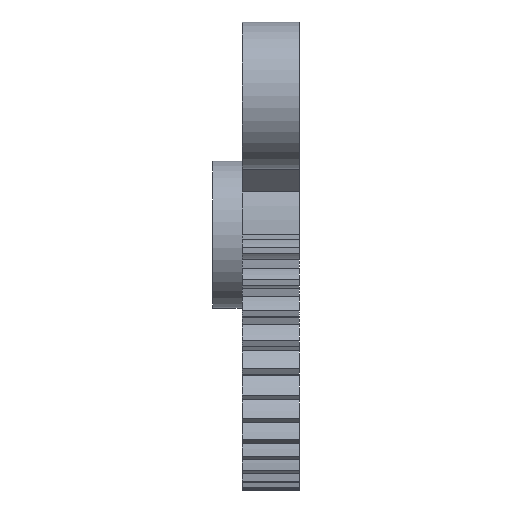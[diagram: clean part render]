
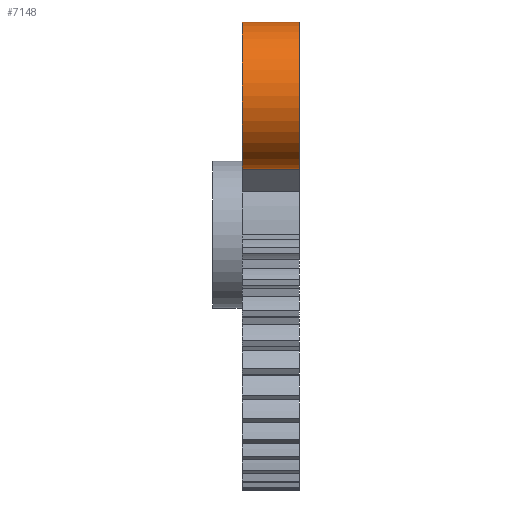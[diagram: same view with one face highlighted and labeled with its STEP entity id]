
A CAD part, front view. The second image highlights one B-rep face of the part: STEP entity #7148.
In plain terms, the highlighted cylindrical face has radius 4.5 mm (diameter 9 mm), a partial arc.
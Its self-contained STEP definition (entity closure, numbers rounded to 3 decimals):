
#373 = VECTOR ( 'NONE', #3930, 1000. ) ;
#504 = AXIS2_PLACEMENT_3D ( 'NONE', #6631, #6621, #6611 ) ;
#763 = AXIS2_PLACEMENT_3D ( 'NONE', #4280, #4069, #2342 ) ;
#864 = VECTOR ( 'NONE', #9512, 1000. ) ;
#1027 = CARTESIAN_POINT ( 'NONE',  ( 12.713, -11.447, -4.489 ) ) ;
#1227 = VERTEX_POINT ( 'NONE', #2828 ) ;
#1504 = VERTEX_POINT ( 'NONE', #5030 ) ;
#2031 = VERTEX_POINT ( 'NONE', #1027 ) ;
#2070 = FACE_OUTER_BOUND ( 'NONE', #6437, .T. ) ;
#2342 = DIRECTION ( 'NONE',  ( 0., 0., -1. ) ) ;
#2345 = CIRCLE ( 'NONE', #763, 4.5 ) ;
#2715 = CARTESIAN_POINT ( 'NONE',  ( -19.612, -11.447, 0.011 ) ) ;
#2828 = CARTESIAN_POINT ( 'NONE',  ( 9.213, -11.447, 4.511 ) ) ;
#2906 = EDGE_CURVE ( 'NONE', #6054, #2031, #2345, .T. ) ;
#3009 = EDGE_CURVE ( 'NONE', #1227, #6054, #6630, .T. ) ;
#3084 = CYLINDRICAL_SURFACE ( 'NONE', #6570, 4.5 ) ;
#3143 = EDGE_CURVE ( 'NONE', #1504, #1227, #5216, .T. ) ;
#3491 = DIRECTION ( 'NONE',  ( 0., 0., -1. ) ) ;
#3922 = EDGE_CURVE ( 'NONE', #1504, #2031, #6363, .T. ) ;
#3930 = DIRECTION ( 'NONE',  ( 1., 0., 0. ) ) ;
#4069 = DIRECTION ( 'NONE',  ( 1., 0., 0. ) ) ;
#4106 = CARTESIAN_POINT ( 'NONE',  ( 12.713, -11.447, 4.511 ) ) ;
#4280 = CARTESIAN_POINT ( 'NONE',  ( 12.713, -11.447, 0.011 ) ) ;
#4919 = ORIENTED_EDGE ( 'NONE', *, *, #2906, .F. ) ;
#4941 = DIRECTION ( 'NONE',  ( 1., 0., 0. ) ) ;
#5030 = CARTESIAN_POINT ( 'NONE',  ( 9.213, -11.447, -4.489 ) ) ;
#5177 = ORIENTED_EDGE ( 'NONE', *, *, #3143, .F. ) ;
#5216 = CIRCLE ( 'NONE', #504, 4.5 ) ;
#6054 = VERTEX_POINT ( 'NONE', #4106 ) ;
#6275 = CARTESIAN_POINT ( 'NONE',  ( -19.612, -11.447, -4.489 ) ) ;
#6363 = LINE ( 'NONE', #6275, #373 ) ;
#6437 = EDGE_LOOP ( 'NONE', ( #7060, #5177, #7516, #4919 ) ) ;
#6570 = AXIS2_PLACEMENT_3D ( 'NONE', #2715, #4941, #3491 ) ;
#6611 = DIRECTION ( 'NONE',  ( 0., 0., -1. ) ) ;
#6621 = DIRECTION ( 'NONE',  ( -1., 0., 0. ) ) ;
#6630 = LINE ( 'NONE', #9523, #864 ) ;
#6631 = CARTESIAN_POINT ( 'NONE',  ( 9.213, -11.447, 0.011 ) ) ;
#7060 = ORIENTED_EDGE ( 'NONE', *, *, #3009, .F. ) ;
#7148 = ADVANCED_FACE ( 'NONE', ( #2070 ), #3084, .T. ) ;
#7516 = ORIENTED_EDGE ( 'NONE', *, *, #3922, .T. ) ;
#9512 = DIRECTION ( 'NONE',  ( 1., 0., 0. ) ) ;
#9523 = CARTESIAN_POINT ( 'NONE',  ( -19.612, -11.447, 4.511 ) ) ;
